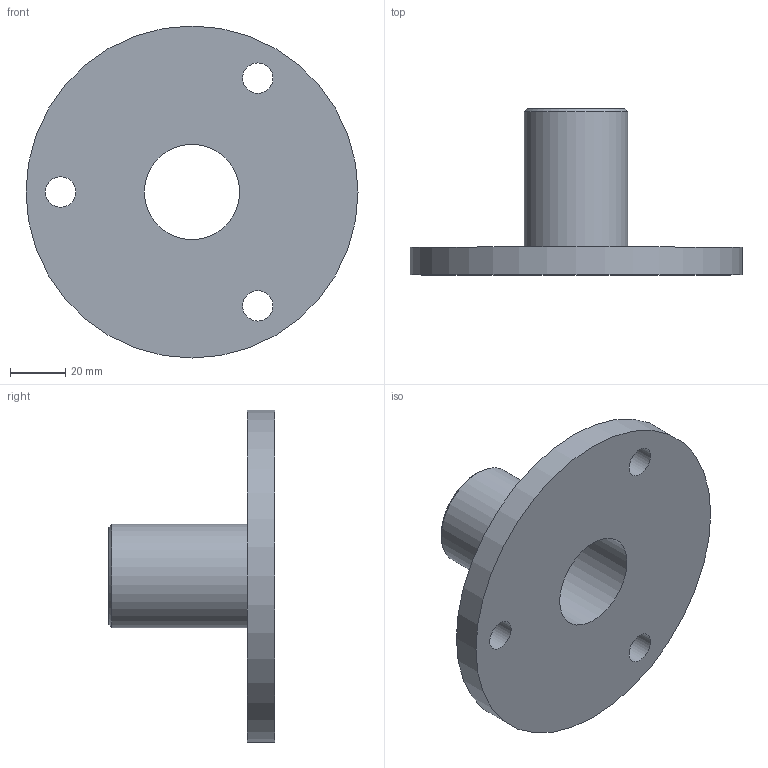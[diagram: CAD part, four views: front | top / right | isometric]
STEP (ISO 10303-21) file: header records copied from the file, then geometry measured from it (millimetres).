
FILE_DESCRIPTION(/* description */ (''),/* implementation_level */ '2;1');
FILE_NAME(/* name */ '43178.ipt.step',/* time_stamp */ '2022-07-18T12:53:37+02:00',/* author */ ('Abt. Technik'),/* organization */ (''),/* preprocessor_version */ 'ST-DEVELOPER v18.1',/* originating_system */ 'Autodesk Inventor 2022',/* authorisation */ '');
FILE_SCHEMA (('AUTOMOTIVE_DESIGN { 1 0 10303 214 3 1 1 }'));
Length unit declared in the file: millimetre
Products named in the file (1): 43178
Bounding box: 120 x 60 x 120 mm (x, y, z)
Volume: 109353.3 mm3; surface area: 37286 mm2
Topology: 1 solids, 1 shells, 10 faces, 21 edges, 14 vertices
Faces by surface type: cylinder 6, plane 3, cone 1
Full cylindrical faces by diameter (mm): 11 x3, 34.4 x1, 37.4 x1, 120 x1
Entity records: 338 total; most frequent: DIRECTION 57, CARTESIAN_POINT 46, ORIENTED_EDGE 42, AXIS2_PLACEMENT_3D 25, EDGE_CURVE 21, EDGE_LOOP 19, CIRCLE 14, VERTEX_POINT 14
